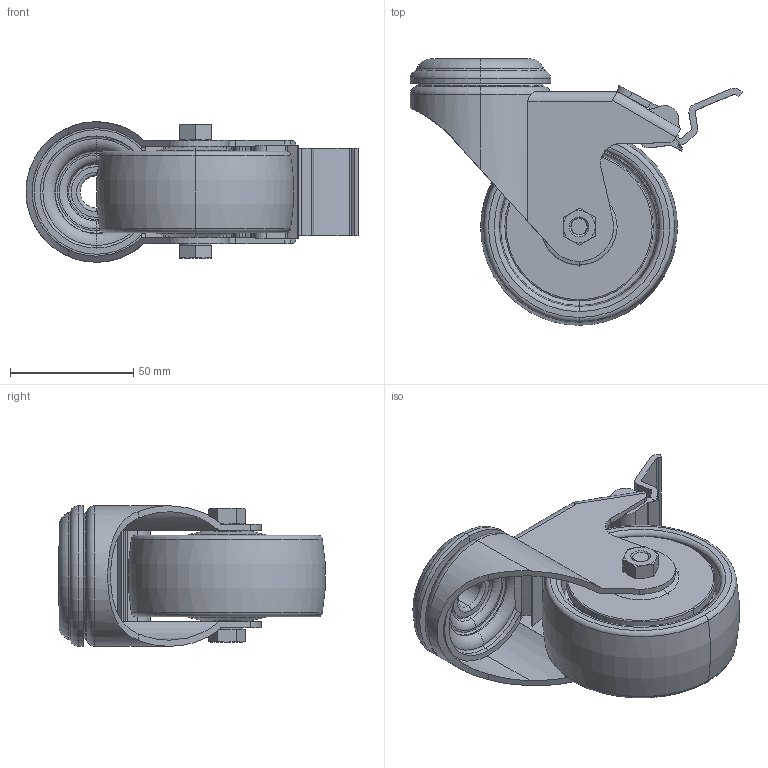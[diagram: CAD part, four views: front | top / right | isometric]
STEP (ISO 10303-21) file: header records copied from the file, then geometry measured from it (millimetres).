
FILE_DESCRIPTION (( 'STEP AP214' ), '1' );
FILE_NAME ('ERGO00H1930-Roulette pivotante D80 à blocage antistatique.step', '2023-03-24T09:26:12', ( 'Altae' ), ( '' ), 'SwSTEP 2.0', 'SolidWorks 2021', '' );
FILE_SCHEMA (( 'AUTOMOTIVE_DESIGN' ));
Length unit declared in the file: millimetre
Products named in the file (6): 02^ERGO00H1930-Roulette pivotante D80 à blocage antistatique; 04^ERGO00H1930-Roulette pivotante D80 à blocage antistatique; 03^ERGO00H1930-Roulette pivotante D80 à blocage antistatique; 01^ERGO00H1930-Roulette pivotante D80 à blocage antistatique; ERGO00H1930-Roulette pivotante D80 à blocage antistatique; 05^ERGO00H1930-Roulette pivotante D80 à blocage antistatique
Assembly tree (6 placements, depth 2):
  ERGO00H1930-Roulette pivotante D80 à blocage antistatique
    01^ERGO00H1930-Roulette pivotante D80 à blocage antistatique
    02^ERGO00H1930-Roulette pivotante D80 à blocage antistatique
    03^ERGO00H1930-Roulette pivotante D80 à blocage antistatique
    04^ERGO00H1930-Roulette pivotante D80 à blocage antistatique
    05^ERGO00H1930-Roulette pivotante D80 à blocage antistatique  x2
Bounding box: 134.5 x 107.96 x 57 mm (x, y, z)
Volume: 198631.8 mm3; surface area: 77244.5 mm2
Topology: 6 solids, 6 shells, 388 faces, 985 edges, 617 vertices
Faces by surface type: plane 155, cylinder 104, torus 65, cone 64
Entity records: 12015 total; most frequent: CARTESIAN_POINT 2565, DIRECTION 1997, ORIENTED_EDGE 1930, EDGE_CURVE 965, AXIS2_PLACEMENT_3D 773, VERTEX_POINT 605, VECTOR 451, LINE 451
